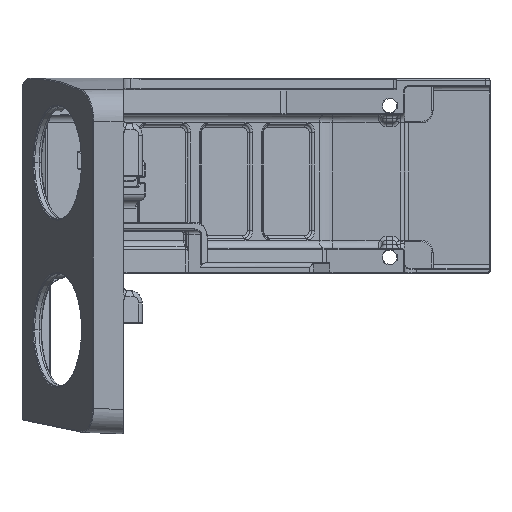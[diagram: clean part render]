
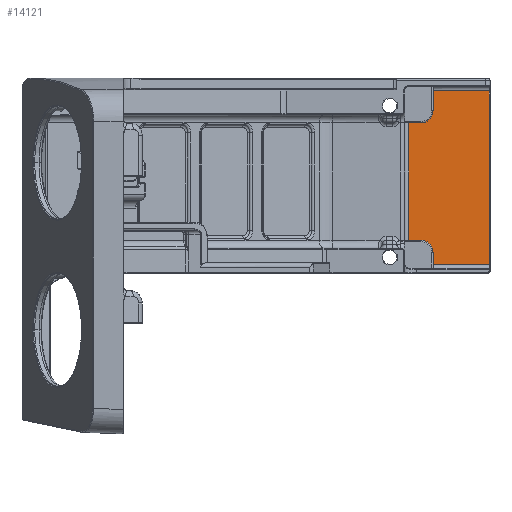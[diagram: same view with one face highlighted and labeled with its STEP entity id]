
A CAD part, front view. The second image highlights one B-rep face of the part: STEP entity #14121.
In plain terms, the highlighted planar face has unit normal (0, -1, 0).
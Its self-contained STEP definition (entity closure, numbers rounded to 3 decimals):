
#312 = CARTESIAN_POINT ( 'NONE',  ( 68.188, 20.282, -8.1 ) ) ;
#605 = VECTOR ( 'NONE', #2701, 1000. ) ;
#684 = EDGE_CURVE ( 'NONE', #19356, #14152, #9169, .T. ) ;
#703 = CARTESIAN_POINT ( 'NONE',  ( 22.986, 20.282, 1.786 ) ) ;
#1198 = ORIENTED_EDGE ( 'NONE', *, *, #24656, .F. ) ;
#1589 = VECTOR ( 'NONE', #29751, 1000. ) ;
#2281 = DIRECTION ( 'NONE',  ( 0., 1., 0. ) ) ;
#2303 = DIRECTION ( 'NONE',  ( 0., 0., 1. ) ) ;
#2701 = DIRECTION ( 'NONE',  ( -1., 0., 0. ) ) ;
#2735 = CARTESIAN_POINT ( 'NONE',  ( 9.14, 20.282, -43. ) ) ;
#3647 = PLANE ( 'NONE',  #25191 ) ;
#4227 = CARTESIAN_POINT ( 'NONE',  ( 68.188, 20.282, -43. ) ) ;
#4943 = DIRECTION ( 'NONE',  ( 0., 0., 1. ) ) ;
#5521 = EDGE_CURVE ( 'NONE', #15771, #16541, #32685, .T. ) ;
#6327 = DIRECTION ( 'NONE',  ( 0., 0., 1. ) ) ;
#6819 = CARTESIAN_POINT ( 'NONE',  ( 9.14, 20.282, -40.1 ) ) ;
#6932 = CARTESIAN_POINT ( 'NONE',  ( 68.188, 20.282, -37.1 ) ) ;
#7941 = DIRECTION ( 'NONE',  ( 1., 0., 0. ) ) ;
#8656 = VERTEX_POINT ( 'NONE', #22017 ) ;
#8911 = VERTEX_POINT ( 'NONE', #17526 ) ;
#9055 = LINE ( 'NONE', #4227, #17610 ) ;
#9169 = CIRCLE ( 'NONE', #14518, 3. ) ;
#10832 = DIRECTION ( 'NONE',  ( 0., 0., 1. ) ) ;
#10892 = VERTEX_POINT ( 'NONE', #2735 ) ;
#11447 = ORIENTED_EDGE ( 'NONE', *, *, #684, .T. ) ;
#11955 = CARTESIAN_POINT ( 'NONE',  ( 6.14, 20.282, -40.1 ) ) ;
#12472 = CARTESIAN_POINT ( 'NONE',  ( 22.986, 20.282, -1. ) ) ;
#13384 = EDGE_CURVE ( 'NONE', #8656, #30079, #32162, .T. ) ;
#14121 = ADVANCED_FACE ( 'NONE', ( #29390 ), #3647, .F. ) ;
#14152 = VERTEX_POINT ( 'NONE', #6819 ) ;
#14199 = CARTESIAN_POINT ( 'NONE',  ( 6.14, 20.282, -5.1 ) ) ;
#14480 = CARTESIAN_POINT ( 'NONE',  ( 22.986, 20.282, 1.786 ) ) ;
#14517 = CARTESIAN_POINT ( 'NONE',  ( 22.986, 20.282, -0.1 ) ) ;
#14518 = AXIS2_PLACEMENT_3D ( 'NONE', #11955, #2281, #4943 ) ;
#14588 = CARTESIAN_POINT ( 'NONE',  ( 3.132, 20.282, 1.786 ) ) ;
#15105 = ORIENTED_EDGE ( 'NONE', *, *, #22807, .F. ) ;
#15578 = CARTESIAN_POINT ( 'NONE',  ( 9.14, 20.282, -5.1 ) ) ;
#15771 = VERTEX_POINT ( 'NONE', #15578 ) ;
#15772 = LINE ( 'NONE', #312, #21672 ) ;
#15969 = CARTESIAN_POINT ( 'NONE',  ( 22.986, 20.282, -43. ) ) ;
#16541 = VERTEX_POINT ( 'NONE', #22058 ) ;
#16781 = ORIENTED_EDGE ( 'NONE', *, *, #27445, .T. ) ;
#17526 = CARTESIAN_POINT ( 'NONE',  ( 9.14, 20.282, -0.1 ) ) ;
#17566 = VECTOR ( 'NONE', #2303, 1000. ) ;
#17610 = VECTOR ( 'NONE', #27473, 1000. ) ;
#18667 = EDGE_CURVE ( 'NONE', #31194, #31472, #23433, .T. ) ;
#18853 = DIRECTION ( 'NONE',  ( -1., 0., 0. ) ) ;
#19356 = VERTEX_POINT ( 'NONE', #19696 ) ;
#19696 = CARTESIAN_POINT ( 'NONE',  ( 6.14, 20.282, -37.1 ) ) ;
#19869 = EDGE_LOOP ( 'NONE', ( #26165, #23661, #16781, #1198, #30734, #15105, #32575, #29748, #11447, #32690, #20221 ) ) ;
#20221 = ORIENTED_EDGE ( 'NONE', *, *, #28460, .T. ) ;
#20495 = CARTESIAN_POINT ( 'NONE',  ( 9.14, 20.282, -0.1 ) ) ;
#21017 = VERTEX_POINT ( 'NONE', #14517 ) ;
#21672 = VECTOR ( 'NONE', #7941, 1000. ) ;
#21926 = DIRECTION ( 'NONE',  ( 0., 1., 0. ) ) ;
#22017 = CARTESIAN_POINT ( 'NONE',  ( 3.132, 20.282, -8.1 ) ) ;
#22058 = CARTESIAN_POINT ( 'NONE',  ( 6.14, 20.282, -8.1 ) ) ;
#22273 = DIRECTION ( 'NONE',  ( 0., 0., 1. ) ) ;
#22600 = AXIS2_PLACEMENT_3D ( 'NONE', #14199, #24279, #22273 ) ;
#22807 = EDGE_CURVE ( 'NONE', #8656, #16541, #15772, .T. ) ;
#23127 = LINE ( 'NONE', #20495, #605 ) ;
#23378 = DIRECTION ( 'NONE',  ( 0., 0., -1. ) ) ;
#23433 = LINE ( 'NONE', #703, #25428 ) ;
#23661 = ORIENTED_EDGE ( 'NONE', *, *, #27793, .T. ) ;
#24071 = VECTOR ( 'NONE', #23378, 1000. ) ;
#24279 = DIRECTION ( 'NONE',  ( 0., 1., 0. ) ) ;
#24656 = EDGE_CURVE ( 'NONE', #15771, #8911, #25276, .T. ) ;
#25051 = LINE ( 'NONE', #14480, #17566 ) ;
#25191 = AXIS2_PLACEMENT_3D ( 'NONE', #31896, #21926, #6327 ) ;
#25276 = LINE ( 'NONE', #30410, #1589 ) ;
#25428 = VECTOR ( 'NONE', #10832, 1000. ) ;
#26067 = VECTOR ( 'NONE', #30137, 1000. ) ;
#26165 = ORIENTED_EDGE ( 'NONE', *, *, #18667, .T. ) ;
#26212 = LINE ( 'NONE', #28694, #24071 ) ;
#27445 = EDGE_CURVE ( 'NONE', #21017, #8911, #23127, .T. ) ;
#27473 = DIRECTION ( 'NONE',  ( 1., 0., 0. ) ) ;
#27793 = EDGE_CURVE ( 'NONE', #31472, #21017, #25051, .T. ) ;
#28460 = EDGE_CURVE ( 'NONE', #10892, #31194, #9055, .T. ) ;
#28694 = CARTESIAN_POINT ( 'NONE',  ( 9.14, 20.282, 1.786 ) ) ;
#29381 = VECTOR ( 'NONE', #18853, 1000. ) ;
#29390 = FACE_OUTER_BOUND ( 'NONE', #19869, .T. ) ;
#29680 = LINE ( 'NONE', #6932, #29381 ) ;
#29748 = ORIENTED_EDGE ( 'NONE', *, *, #30750, .F. ) ;
#29751 = DIRECTION ( 'NONE',  ( 0., 0., 1. ) ) ;
#30079 = VERTEX_POINT ( 'NONE', #31252 ) ;
#30137 = DIRECTION ( 'NONE',  ( 0., 0., -1. ) ) ;
#30410 = CARTESIAN_POINT ( 'NONE',  ( 9.14, 20.282, 1.786 ) ) ;
#30523 = EDGE_CURVE ( 'NONE', #14152, #10892, #26212, .T. ) ;
#30734 = ORIENTED_EDGE ( 'NONE', *, *, #5521, .T. ) ;
#30750 = EDGE_CURVE ( 'NONE', #19356, #30079, #29680, .T. ) ;
#31194 = VERTEX_POINT ( 'NONE', #15969 ) ;
#31252 = CARTESIAN_POINT ( 'NONE',  ( 3.132, 20.282, -37.1 ) ) ;
#31472 = VERTEX_POINT ( 'NONE', #12472 ) ;
#31896 = CARTESIAN_POINT ( 'NONE',  ( 68.188, 20.282, 1.786 ) ) ;
#32162 = LINE ( 'NONE', #14588, #26067 ) ;
#32575 = ORIENTED_EDGE ( 'NONE', *, *, #13384, .T. ) ;
#32685 = CIRCLE ( 'NONE', #22600, 3. ) ;
#32690 = ORIENTED_EDGE ( 'NONE', *, *, #30523, .T. ) ;
